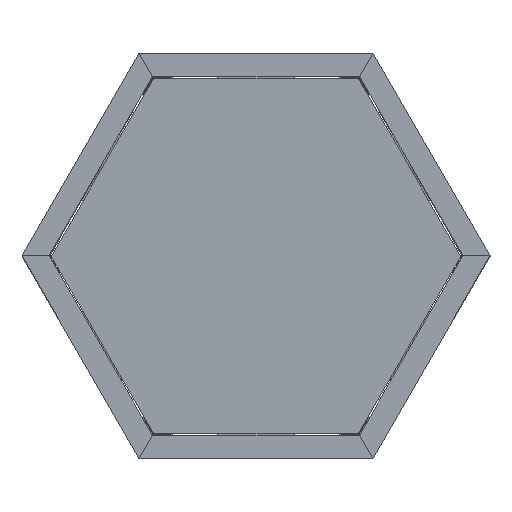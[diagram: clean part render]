
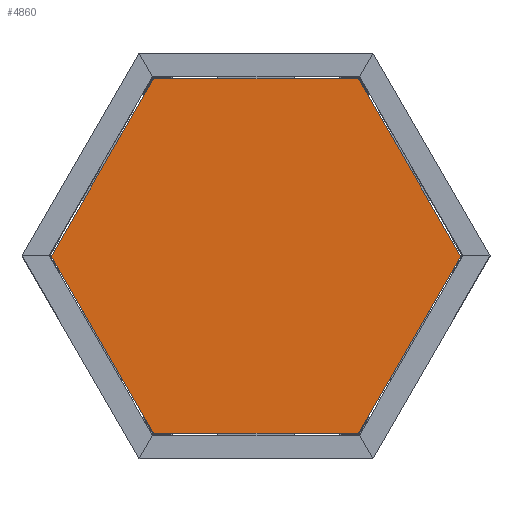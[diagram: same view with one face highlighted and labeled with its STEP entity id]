
A CAD part, top view. The second image highlights one B-rep face of the part: STEP entity #4860.
In plain terms, the highlighted planar face has unit normal (0, 0, 1).
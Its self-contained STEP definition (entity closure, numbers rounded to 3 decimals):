
#134=FACE_OUTER_BOUND('',#445,.T.);
#445=EDGE_LOOP('',(#3079,#3080,#3081,#3082,#3083,#3084));
#790=LINE('',#6973,#1385);
#791=LINE('',#6975,#1386);
#792=LINE('',#6977,#1387);
#793=LINE('',#6979,#1388);
#794=LINE('',#6981,#1389);
#795=LINE('',#6982,#1390);
#1385=VECTOR('',#5696,10.);
#1386=VECTOR('',#5697,10.);
#1387=VECTOR('',#5698,10.);
#1388=VECTOR('',#5699,10.);
#1389=VECTOR('',#5700,10.);
#1390=VECTOR('',#5701,10.);
#1956=VERTEX_POINT('',#6971);
#1957=VERTEX_POINT('',#6972);
#1958=VERTEX_POINT('',#6974);
#1959=VERTEX_POINT('',#6976);
#1960=VERTEX_POINT('',#6978);
#1961=VERTEX_POINT('',#6980);
#2382=EDGE_CURVE('',#1956,#1957,#790,.T.);
#2383=EDGE_CURVE('',#1957,#1958,#791,.T.);
#2384=EDGE_CURVE('',#1958,#1959,#792,.T.);
#2385=EDGE_CURVE('',#1959,#1960,#793,.T.);
#2386=EDGE_CURVE('',#1960,#1961,#794,.T.);
#2387=EDGE_CURVE('',#1961,#1956,#795,.T.);
#3079=ORIENTED_EDGE('',*,*,#2382,.T.);
#3080=ORIENTED_EDGE('',*,*,#2383,.T.);
#3081=ORIENTED_EDGE('',*,*,#2384,.T.);
#3082=ORIENTED_EDGE('',*,*,#2385,.T.);
#3083=ORIENTED_EDGE('',*,*,#2386,.T.);
#3084=ORIENTED_EDGE('',*,*,#2387,.T.);
#4205=PLANE('',#5241);
#4860=ADVANCED_FACE('',(#134),#4205,.T.);
#5241=AXIS2_PLACEMENT_3D('',#6970,#5694,#5695);
#5694=DIRECTION('center_axis',(0.,0.,1.));
#5695=DIRECTION('ref_axis',(1.,0.,0.));
#5696=DIRECTION('',(-0.5,0.866,0.));
#5697=DIRECTION('',(-1.,0.,0.));
#5698=DIRECTION('',(-0.5,-0.866,0.));
#5699=DIRECTION('',(0.5,-0.866,0.));
#5700=DIRECTION('',(1.,0.,0.));
#5701=DIRECTION('',(0.5,0.866,0.));
#6970=CARTESIAN_POINT('Origin',(416.189,422.268,190.));
#6971=CARTESIAN_POINT('',(941.133,422.268,190.));
#6972=CARTESIAN_POINT('',(678.661,876.883,190.));
#6973=CARTESIAN_POINT('',(941.133,422.268,190.));
#6974=CARTESIAN_POINT('',(153.717,876.883,190.));
#6975=CARTESIAN_POINT('',(678.661,876.883,190.));
#6976=CARTESIAN_POINT('',(-108.755,422.268,190.));
#6977=CARTESIAN_POINT('',(153.717,876.883,190.));
#6978=CARTESIAN_POINT('',(153.717,-32.348,190.));
#6979=CARTESIAN_POINT('',(-108.755,422.268,190.));
#6980=CARTESIAN_POINT('',(678.661,-32.348,190.));
#6981=CARTESIAN_POINT('',(153.717,-32.348,190.));
#6982=CARTESIAN_POINT('',(678.661,-32.348,190.));
